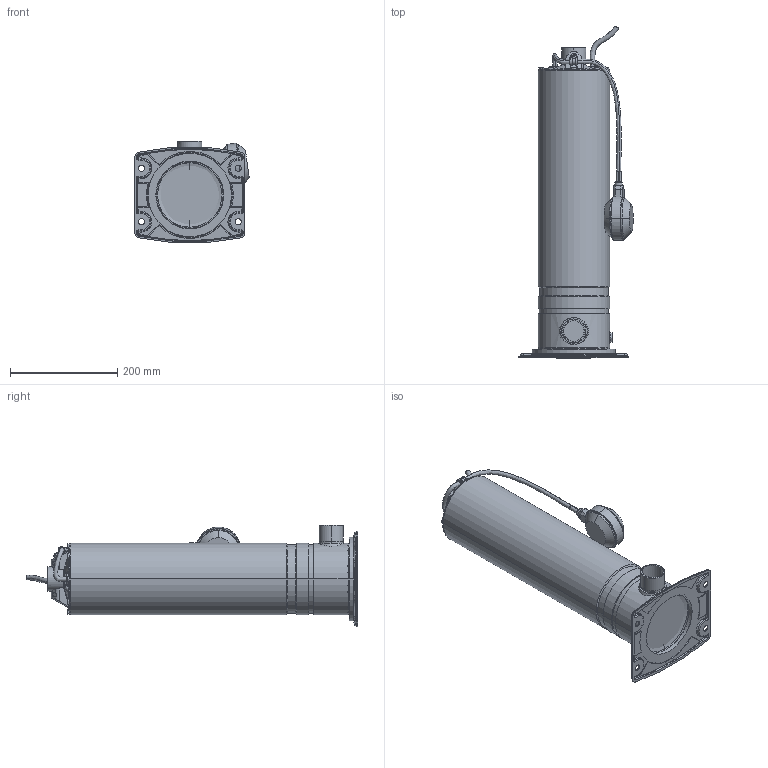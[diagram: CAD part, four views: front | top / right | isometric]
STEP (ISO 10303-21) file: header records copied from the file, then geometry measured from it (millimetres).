
FILE_DESCRIPTION (( 'STEP AP203' ), '1' );
FILE_NAME ('10018211swa00.step', '2023-06-27T12:58:34', ( '' ), ( '' ), 'SwSTEP 2.0', 'SolidWorks 2020', '' );
FILE_SCHEMA (( 'CONFIG_CONTROL_DESIGN' ));
Length unit declared in the file: millimetre
Products named in the file (14): Copia di 10010901swn00^Copia di Coperchio 3.92.218 configurato_10018211swa00; Copia di 2_92_057-2C_REV00^Copia di Coperchio 3.92.218 configurato_10018211swa00_CG; Copia di 3_92_1440^Copia di 3_92_218_Copia di Coperchio 3.92.218 configurato_10018211swa00; Copia di 4_93_608_02_REV00^Copia di Coperchio 3.92.218 configurato_10018211swa00; Copia di 10011495swn00^Copia di Coperchio 3.92.218 configurato_10018211swa00; Copia di 3_92_218^Copia di 3_92_218_Copia di Coperchio 3.92.218 configurato_10018211swa00; Copia di 3_92_218^Copia di Coperchio 3.92.218 configurato_10018211swa00_CG; Copia di M5x16_UNI_57390^Copia di Coperchio 3.92.218 configurato_10018211swa00; Copia di Coperchio 3.92.218 configurato^10018211swa00_Pompa CG; Cavo galleggiante^Copia di Coperchio 3.92.218 configurato_10018211swa00; 10018211swa00; Copia di 2.92.069 Camicia configurata^10018211swa00_578; Copia di 10008019swn00^Copia di Coperchio 3.92.218 configurato_10018211swa00_TCB+ M5x10 UNI 7687 A2-70; Copia di 3_92_217_REV00^Copia di 3_92_218_Copia di Coperchio 3.92.218 configurato_10018211swa00_CG
Assembly tree (20 placements, depth 4):
  10018211swa00
    Copia di 2.92.069 Camicia configurata^10018211swa00_578
    Copia di Coperchio 3.92.218 configurato^10018211swa00_Pompa CG
      Copia di 4_93_608_02_REV00^Copia di Coperchio 3.92.218 configurato_10018211swa00
      Copia di 3_92_218^Copia di Coperchio 3.92.218 configurato_10018211swa00_CG
        Copia di 3_92_218^Copia di 3_92_218_Copia di Coperchio 3.92.218 configurato_10018211swa00
        Copia di 3_92_217_REV00^Copia di 3_92_218_Copia di Coperchio 3.92.218 configurato_10018211swa00_CG
        Copia di 3_92_1440^Copia di 3_92_218_Copia di Coperchio 3.92.218 configurato_10018211swa00
      Copia di M5x16_UNI_57390^Copia di Coperchio 3.92.218 configurato_10018211swa00  x8
      Copia di 2_92_057-2C_REV00^Copia di Coperchio 3.92.218 configurato_10018211swa00_CG
      Copia di 10010901swn00^Copia di Coperchio 3.92.218 configurato_10018211swa00
      Copia di 10008019swn00^Copia di Coperchio 3.92.218 configurato_10018211swa00_TCB+ M5x10 UNI 7687 A2-70
      Copia di 10011495swn00^Copia di Coperchio 3.92.218 configurato_10018211swa00
      Cavo galleggiante^Copia di Coperchio 3.92.218 configurato_10018211swa00
Bounding box: 213.03 x 618.36 x 188.89 mm (x, y, z)
Volume: 7802831.6 mm3; surface area: 518068.8 mm2
Topology: 28 solids, 28 shells, 966 faces, 2365 edges, 1464 vertices
Faces by surface type: plane 344, cylinder 298, bspline 174, cone 130, sphere 12, torus 8
Entity records: 52529 total; most frequent: CARTESIAN_POINT 32505, ORIENTED_EDGE 4062, DIRECTION 3348, EDGE_CURVE 2031, VERTEX_POINT 1282, AXIS2_PLACEMENT_3D 1256, EDGE_LOOP 919, LINE 836
